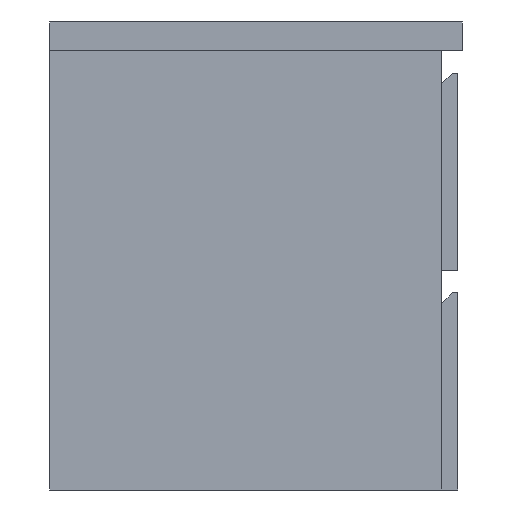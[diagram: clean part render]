
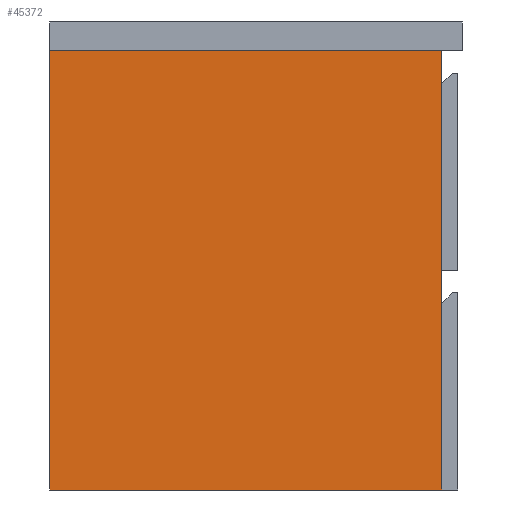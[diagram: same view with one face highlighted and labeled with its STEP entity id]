
A CAD part, left-side view. The second image highlights one B-rep face of the part: STEP entity #45372.
In plain terms, the highlighted face is planar.
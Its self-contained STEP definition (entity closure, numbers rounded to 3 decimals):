
#1094 = AXIS2_PLACEMENT_3D ( 'NONE', #16827, #38325, #21461 ) ;
#1783 = VECTOR ( 'NONE', #44148, 1000. ) ;
#3057 = CARTESIAN_POINT ( 'NONE',  ( 490., 0., -2. ) ) ;
#4248 = LINE ( 'NONE', #18515, #20027 ) ;
#4336 = DIRECTION ( 'NONE',  ( -1., 0., 0. ) ) ;
#6043 = LINE ( 'NONE', #18948, #42190 ) ;
#7220 = ORIENTED_EDGE ( 'NONE', *, *, #24314, .F. ) ;
#7456 = VERTEX_POINT ( 'NONE', #3057 ) ;
#8294 = EDGE_CURVE ( 'EFI102', #9664, #23393, #11379, .T. ) ;
#8538 = DIRECTION ( 'NONE',  ( 1., 0., 0. ) ) ;
#8713 = ORIENTED_EDGE ( 'NONE', *, *, #8294, .F. ) ;
#9664 = VERTEX_POINT ( 'NONE', #40786 ) ;
#11379 = LINE ( 'NONE', #11682, #1783 ) ;
#11682 = CARTESIAN_POINT ( 'NONE',  ( 0., 437., -2. ) ) ;
#13718 = ORIENTED_EDGE ( 'NONE', *, *, #37268, .F. ) ;
#16827 = CARTESIAN_POINT ( 'NONE',  ( 0., 437., -2. ) ) ;
#18515 = CARTESIAN_POINT ( 'NONE',  ( 0., 437., -2. ) ) ;
#18948 = CARTESIAN_POINT ( 'NONE',  ( 490., 437., -2. ) ) ;
#20027 = VECTOR ( 'NONE', #4336, 1000. ) ;
#20229 = LINE ( 'NONE', #25547, #21941 ) ;
#21461 = DIRECTION ( 'NONE',  ( -1., 0., 0. ) ) ;
#21941 = VECTOR ( 'NONE', #8538, 1000. ) ;
#23207 = DIRECTION ( 'NONE',  ( 0., 1., 0. ) ) ;
#23393 = VERTEX_POINT ( 'NONE', #41009 ) ;
#24314 = EDGE_CURVE ( 'EFI100', #7456, #27399, #6043, .T. ) ;
#25547 = CARTESIAN_POINT ( 'NONE',  ( 0., 0., -2. ) ) ;
#27399 = VERTEX_POINT ( 'NONE', #41892 ) ;
#27505 = EDGE_LOOP ( 'NONE', ( #8713, #41628, #7220, #13718 ) ) ;
#34653 = PLANE ( 'NONE',  #1094 ) ;
#37268 = EDGE_CURVE ( 'EFI101', #23393, #7456, #20229, .T. ) ;
#38325 = DIRECTION ( 'NONE',  ( 0., 0., -1. ) ) ;
#40786 = CARTESIAN_POINT ( 'NONE',  ( 0., 437., -2. ) ) ;
#41009 = CARTESIAN_POINT ( 'NONE',  ( 0., 0., -2. ) ) ;
#41628 = ORIENTED_EDGE ( 'NONE', *, *, #45209, .F. ) ;
#41892 = CARTESIAN_POINT ( 'NONE',  ( 490., 437., -2. ) ) ;
#42190 = VECTOR ( 'NONE', #23207, 1000. ) ;
#42589 = FACE_OUTER_BOUND ( 'NONE', #27505, .T. ) ;
#44148 = DIRECTION ( 'NONE',  ( 0., -1., 0. ) ) ;
#45209 = EDGE_CURVE ( 'EFI103', #27399, #9664, #4248, .T. ) ;
#45372 = ADVANCED_FACE ( 'NONE', ( #42589 ), #34653, .T. ) ;
